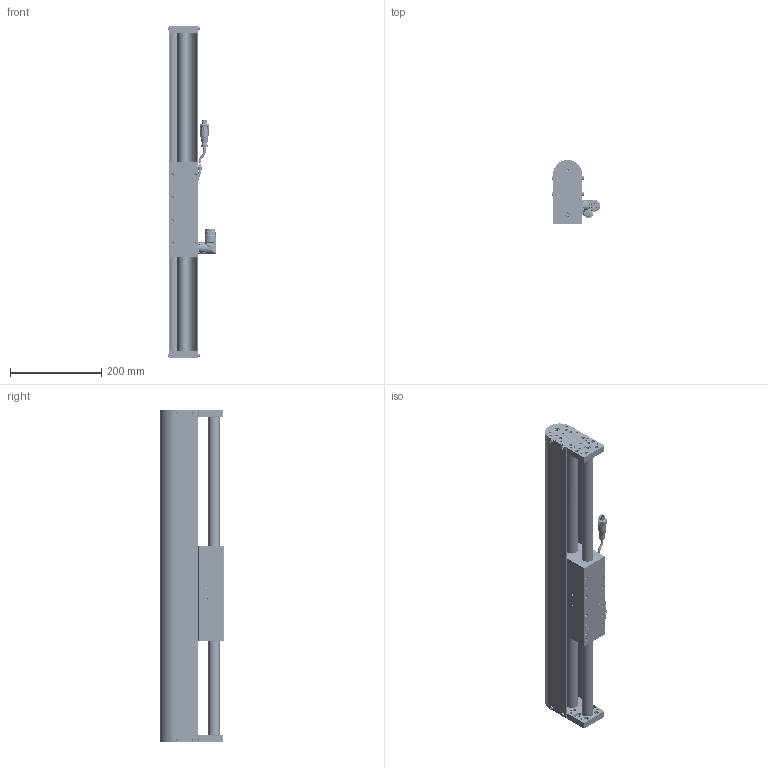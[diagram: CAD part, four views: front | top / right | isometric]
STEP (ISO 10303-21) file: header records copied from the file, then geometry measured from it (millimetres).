
FILE_DESCRIPTION (( 'STEP AP214' ), '1' );
FILE_NAME ('0186-2220_260129_DM01-48x150G-HP-C-485_CS01_EN02.STEP', '2026-01-29T08:51:50', ( '' ), ( '' ), 'SwSTEP 2.0', 'SolidWorks 2026', '' );
FILE_SCHEMA (( 'AUTOMOTIVE_DESIGN' ));
Length unit declared in the file: millimetre
Products named in the file (26): 0150-5855_MB01-ABS!BiSS-55; 0230-0996_Gew.Stift_I-6kt_R-sch_M4x10_v-b; Verguss_89790d~0; Kabel_89790b~0; 0230-0488_Zyl.-Schr._I-6kt_M8x25_8.8_v-b; MS01-1!D-BiSS; 0180-1300_D01k-48x...-AD_D01k-48x727-AD; DM01h-S48x150G-HP-C_CS01_EN02; DM01h-PS01-48x150G-HP-C_CS01_EN02; Typenschild_89790f~0_unbedruckt _Standard_; 0180-1842_DM01k-48-H; DL01h-25x15.6x...-M18!M8_EN02_DL01h-25x15.6x702-M18!M8_EN02; 0186-2220_260129_DM01-48x150G-HP-C-485_CS01_EN02; DL01k-25-15.6x...-M18x1.5_DL01k-25-15,6x702-M18x1.5; Connector_BiSS; Gehäuse_89790a~0; Kabelschelle_89790e~0; 0230-0653_Zyl.-Schr._I-6kt_n-K_M10x25_8.8_v-b; 0230-0365_Lins.-Schr_I-6rd_M4x8_8.8_v-b; LED_89790c~0; 0180-1298_DM01k-48; Kabel_Sensor; Läufer_beweglich_EN02_Läufer_beweglich_485; 0186-1937_MS02-1!D-BiSS; 0230-1198_Gew.-Stift_I-6kt_K-k_M6x6_v-b; 0186-1540_PL01-28x710!660-HP-SF_PL01-28x710!660-HP-SF
Assembly tree (40 placements, depth 5):
  0186-2220_260129_DM01-48x150G-HP-C-485_CS01_EN02
    DM01h-S48x150G-HP-C_CS01_EN02
      DM01h-PS01-48x150G-HP-C_CS01_EN02
      0186-1937_MS02-1!D-BiSS
        MS01-1!D-BiSS
          Gehäuse_89790a~0
          Kabel_89790b~0
          LED_89790c~0
          Verguss_89790d~0
          Typenschild_89790f~0_unbedruckt _Standard_
      Kabelschelle_89790e~0
      Kabel_Sensor
      0230-0996_Gew.Stift_I-6kt_R-sch_M4x10_v-b  x2
      0230-0365_Lins.-Schr_I-6rd_M4x8_8.8_v-b
      0230-1198_Gew.-Stift_I-6kt_K-k_M6x6_v-b  x4
    Läufer_beweglich_EN02_Läufer_beweglich_485
      0230-0365_Lins.-Schr_I-6rd_M4x8_8.8_v-b  x8
      0180-1300_D01k-48x...-AD_D01k-48x727-AD
      0230-0488_Zyl.-Schr._I-6kt_M8x25_8.8_v-b  x4
      0180-1842_DM01k-48-H
      0230-0653_Zyl.-Schr._I-6kt_n-K_M10x25_8.8_v-b
      0180-1298_DM01k-48
      DL01k-25-15.6x...-M18x1.5_DL01k-25-15,6x702-M18x1.5
      DL01h-25x15.6x...-M18!M8_EN02_DL01h-25x15.6x702-M18!M8_EN02
      0186-1540_PL01-28x710!660-HP-SF_PL01-28x710!660-HP-SF
      0150-5855_MB01-ABS!BiSS-55
    Connector_BiSS
Bounding box: 106.72 x 140 x 728 mm (x, y, z)
Volume: 2817808.3 mm3; surface area: 809596.2 mm2
Topology: 60 solids, 60 shells, 3933 faces, 9817 edges, 6128 vertices
Faces by surface type: plane 1555, cylinder 1281, cone 926, bspline 135, torus 31, sphere 5
Full cylindrical faces by diameter (mm): 1 x15, 1.2 x5, 1.5 x5, 1.8 x5, 2 x11, 2.05 x4, 2.5 x49, 2.6 x4, 2.7 x4, 2.8 x5, 2.845 x1, 2.9 x4, 2.92 x1, 3 x1, 3.3 x13, 3.302 x1, 3.7 x2, 4 x118, 4.2 x4, 4.5 x8, 4.8 x8, 5 x44, 5.1 x1, 5.5 x7, 6 x70, 6.6 x16, 6.8 x16, 8 x75, 8.4 x8, 8.5 x4
Entity records: 133226 total; most frequent: CARTESIAN_POINT 36946, ORIENTED_EDGE 13326, DIRECTION 13018, EDGE_CURVE 6663, AXIS2_PLACEMENT_3D 4904, VERTEX_POINT 4712, EDGE_LOOP 4139, FACE_OUTER_BOUND 3419
